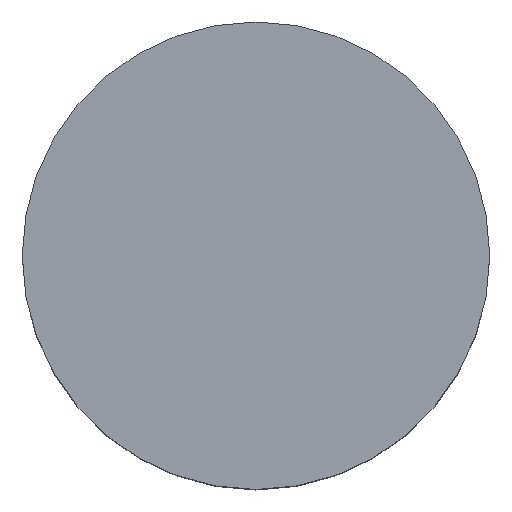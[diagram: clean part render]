
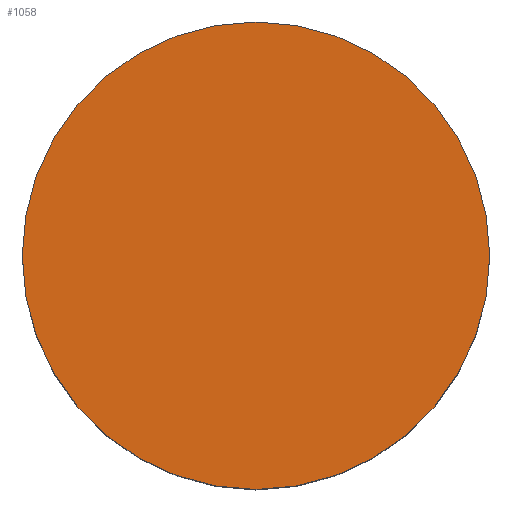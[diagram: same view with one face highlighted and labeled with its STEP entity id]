
A CAD part, top view. The second image highlights one B-rep face of the part: STEP entity #1058.
In plain terms, the highlighted planar face has unit normal (0, 0, 1).
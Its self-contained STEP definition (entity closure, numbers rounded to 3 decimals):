
#15=CIRCLE('',#1134,6.);
#86=FACE_OUTER_BOUND('',#149,.T.);
#149=EDGE_LOOP('',(#882));
#489=VERTEX_POINT('',#1663);
#619=EDGE_CURVE('',#489,#489,#15,.T.);
#882=ORIENTED_EDGE('',*,*,#619,.T.);
#940=PLANE('',#1136);
#1058=ADVANCED_FACE('',(#86),#940,.T.);
#1134=AXIS2_PLACEMENT_3D('',#1664,#1385,#1386);
#1136=AXIS2_PLACEMENT_3D('',#1668,#1390,#1391);
#1385=DIRECTION('center_axis',(0.,0.,1.));
#1386=DIRECTION('ref_axis',(-1.,0.,0.));
#1390=DIRECTION('center_axis',(0.,0.,1.));
#1391=DIRECTION('ref_axis',(-1.,0.,0.));
#1663=CARTESIAN_POINT('',(9.8,0.,7.5));
#1664=CARTESIAN_POINT('Origin',(3.8,0.,7.5));
#1668=CARTESIAN_POINT('Origin',(3.8,0.,7.5));
